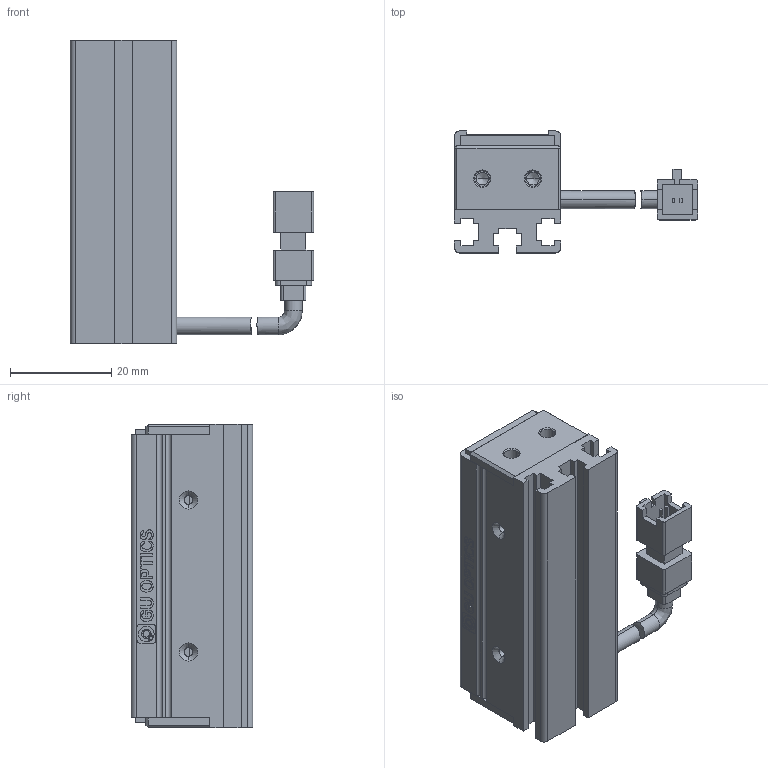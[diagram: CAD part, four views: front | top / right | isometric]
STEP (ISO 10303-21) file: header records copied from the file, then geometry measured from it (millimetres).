
FILE_DESCRIPTION (( 'STEP AP214' ), '1' );
FILE_NAME ('660101-B.STEP', '2019-03-15T06:57:50', ( '' ), ( '' ), 'SwSTEP 2.0', 'SolidWorks 2016', '' );
FILE_SCHEMA (( 'AUTOMOTIVE_DESIGN' ));
Length unit declared in the file: millimetre
Products named in the file (1): 660101-B
Bounding box: 48 x 24 x 60 mm (x, y, z)
Volume: 21803.8 mm3; surface area: 20628 mm2
Topology: 7 solids, 7 shells, 611 faces, 1603 edges, 1019 vertices
Faces by surface type: plane 273, cylinder 209, bspline 91, cone 38
Entity records: 26045 total; most frequent: CARTESIAN_POINT 4636, ORIENTED_EDGE 3034, DIRECTION 2928, EDGE_CURVE 1517, VERTEX_POINT 1019, AXIS2_PLACEMENT_3D 1009, LINE 910, VECTOR 910
